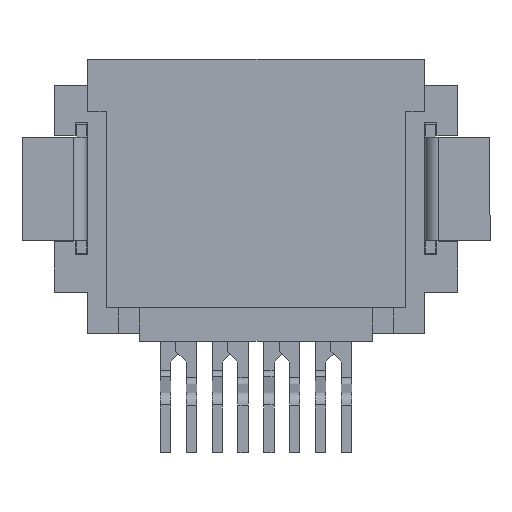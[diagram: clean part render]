
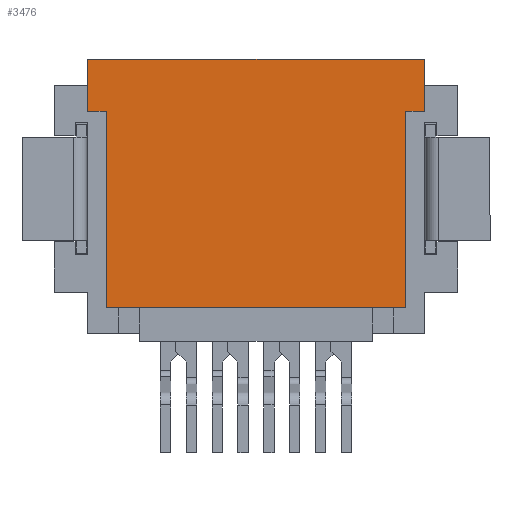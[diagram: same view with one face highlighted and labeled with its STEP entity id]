
A CAD part, front view. The second image highlights one B-rep face of the part: STEP entity #3476.
In plain terms, the highlighted planar face has unit normal (0, -1, 0).
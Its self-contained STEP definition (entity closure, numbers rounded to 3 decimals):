
#118 = ORIENTED_EDGE ( 'NONE', *, *, #10742, .T. ) ;
#136 = VECTOR ( 'NONE', #15180, 1000. ) ;
#263 = CARTESIAN_POINT ( 'NONE',  ( -6.5, -3.9, -9.6 ) ) ;
#345 = CARTESIAN_POINT ( 'NONE',  ( -6.5, -3.9, -2. ) ) ;
#564 = VERTEX_POINT ( 'NONE', #3748 ) ;
#577 = CARTESIAN_POINT ( 'NONE',  ( -6.5, -3.9, 0. ) ) ;
#630 = CARTESIAN_POINT ( 'NONE',  ( 6.5, -3.9, 0. ) ) ;
#769 = VERTEX_POINT ( 'NONE', #2025 ) ;
#1033 = CARTESIAN_POINT ( 'NONE',  ( 6.5, -3.9, -10.6 ) ) ;
#1114 = EDGE_CURVE ( 'NONE', #15141, #564, #6084, .T. ) ;
#1119 = ORIENTED_EDGE ( 'NONE', *, *, #12717, .T. ) ;
#1425 = VECTOR ( 'NONE', #16063, 1000. ) ;
#1474 = LINE ( 'NONE', #263, #136 ) ;
#1644 = VERTEX_POINT ( 'NONE', #2551 ) ;
#1847 = VECTOR ( 'NONE', #7919, 1000. ) ;
#2025 = CARTESIAN_POINT ( 'NONE',  ( -6.5, -3.9, -2. ) ) ;
#2108 = DIRECTION ( 'NONE',  ( 1., 0., 0. ) ) ;
#2524 = EDGE_CURVE ( 'NONE', #769, #7195, #7011, .T. ) ;
#2551 = CARTESIAN_POINT ( 'NONE',  ( 5.8, -3.9, -9.6 ) ) ;
#3245 = VECTOR ( 'NONE', #11983, 1000. ) ;
#3476 = ADVANCED_FACE ( 'NONE', ( #6687 ), #15263, .T. ) ;
#3662 = CARTESIAN_POINT ( 'NONE',  ( 5.8, -3.9, -2. ) ) ;
#3748 = CARTESIAN_POINT ( 'NONE',  ( 6.5, -3.9, -2. ) ) ;
#3902 = VECTOR ( 'NONE', #15274, 1000. ) ;
#4387 = VECTOR ( 'NONE', #6208, 1000. ) ;
#4469 = CARTESIAN_POINT ( 'NONE',  ( 5.8, -3.9, -10.6 ) ) ;
#5455 = ORIENTED_EDGE ( 'NONE', *, *, #13453, .T. ) ;
#5711 = ORIENTED_EDGE ( 'NONE', *, *, #2524, .T. ) ;
#5981 = VECTOR ( 'NONE', #13247, 1000. ) ;
#6053 = LINE ( 'NONE', #7138, #5981 ) ;
#6084 = LINE ( 'NONE', #1033, #1425 ) ;
#6208 = DIRECTION ( 'NONE',  ( 0., 0., 1. ) ) ;
#6626 = CARTESIAN_POINT ( 'NONE',  ( -5.8, -3.9, -2. ) ) ;
#6687 = FACE_OUTER_BOUND ( 'NONE', #9870, .T. ) ;
#6716 = EDGE_CURVE ( 'NONE', #769, #15976, #14606, .T. ) ;
#7011 = LINE ( 'NONE', #11821, #3245 ) ;
#7138 = CARTESIAN_POINT ( 'NONE',  ( -6.5, -3.9, 0. ) ) ;
#7195 = VERTEX_POINT ( 'NONE', #6626 ) ;
#7239 = LINE ( 'NONE', #4469, #1847 ) ;
#7457 = EDGE_CURVE ( 'NONE', #7195, #11581, #10863, .T. ) ;
#7919 = DIRECTION ( 'NONE',  ( 0., 0., 1. ) ) ;
#8582 = CARTESIAN_POINT ( 'NONE',  ( -5.8, -3.9, -10.6 ) ) ;
#8938 = EDGE_CURVE ( 'NONE', #15141, #15976, #6053, .T. ) ;
#9632 = DIRECTION ( 'NONE',  ( 0., 0., -1. ) ) ;
#9870 = EDGE_LOOP ( 'NONE', ( #5711, #16145, #1119, #118, #5455, #10746, #15857, #11512 ) ) ;
#10742 = EDGE_CURVE ( 'NONE', #1644, #14169, #7239, .T. ) ;
#10746 = ORIENTED_EDGE ( 'NONE', *, *, #1114, .F. ) ;
#10863 = LINE ( 'NONE', #8582, #12716 ) ;
#11102 = CARTESIAN_POINT ( 'NONE',  ( -6.5, -3.9, -10.6 ) ) ;
#11115 = LINE ( 'NONE', #345, #3902 ) ;
#11512 = ORIENTED_EDGE ( 'NONE', *, *, #6716, .F. ) ;
#11581 = VERTEX_POINT ( 'NONE', #13605 ) ;
#11632 = AXIS2_PLACEMENT_3D ( 'NONE', #15011, #13797, #2108 ) ;
#11821 = CARTESIAN_POINT ( 'NONE',  ( -6.5, -3.9, -2. ) ) ;
#11983 = DIRECTION ( 'NONE',  ( 1., 0., 0. ) ) ;
#12716 = VECTOR ( 'NONE', #9632, 1000. ) ;
#12717 = EDGE_CURVE ( 'NONE', #11581, #1644, #1474, .T. ) ;
#13247 = DIRECTION ( 'NONE',  ( -1., 0., 0. ) ) ;
#13453 = EDGE_CURVE ( 'NONE', #14169, #564, #11115, .T. ) ;
#13605 = CARTESIAN_POINT ( 'NONE',  ( -5.8, -3.9, -9.6 ) ) ;
#13797 = DIRECTION ( 'NONE',  ( 0., -1., 0. ) ) ;
#14169 = VERTEX_POINT ( 'NONE', #3662 ) ;
#14606 = LINE ( 'NONE', #11102, #4387 ) ;
#15011 = CARTESIAN_POINT ( 'NONE',  ( -6.5, -3.9, -10.6 ) ) ;
#15141 = VERTEX_POINT ( 'NONE', #630 ) ;
#15180 = DIRECTION ( 'NONE',  ( 1., 0., 0. ) ) ;
#15263 = PLANE ( 'NONE',  #11632 ) ;
#15274 = DIRECTION ( 'NONE',  ( 1., 0., 0. ) ) ;
#15857 = ORIENTED_EDGE ( 'NONE', *, *, #8938, .T. ) ;
#15976 = VERTEX_POINT ( 'NONE', #577 ) ;
#16063 = DIRECTION ( 'NONE',  ( 0., 0., -1. ) ) ;
#16145 = ORIENTED_EDGE ( 'NONE', *, *, #7457, .T. ) ;
